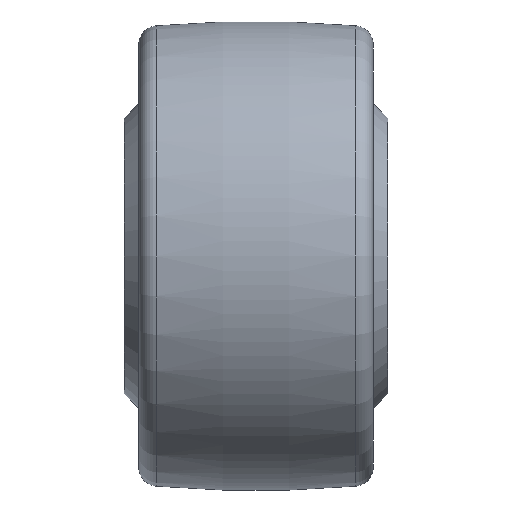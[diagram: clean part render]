
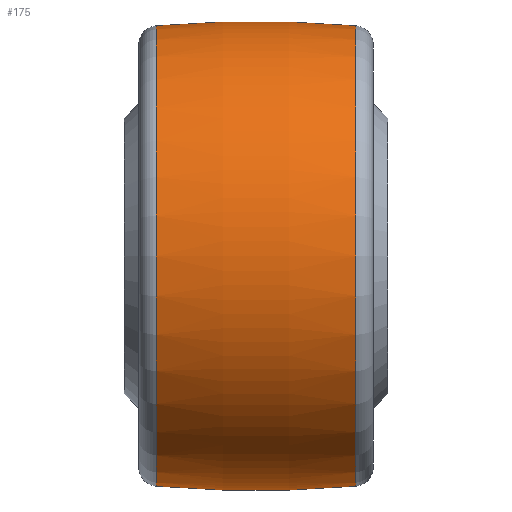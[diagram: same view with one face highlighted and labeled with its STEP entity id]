
A CAD part, front view. The second image highlights one B-rep face of the part: STEP entity #175.
In plain terms, the highlighted toroidal (fillet/blend) face has major radius 160 mm and minor radius 200 mm.
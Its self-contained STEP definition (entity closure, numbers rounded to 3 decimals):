
#22 = CARTESIAN_POINT ( 'NONE',  ( 17.027, 0., 39.274 ) ) ;
#36 = AXIS2_PLACEMENT_3D ( 'NONE', #82, #2488, #2486 ) ;
#79 = ORIENTED_EDGE ( 'NONE', *, *, #808, .F. ) ;
#82 = CARTESIAN_POINT ( 'NONE',  ( 0., 0., 0. ) ) ;
#92 = VERTEX_POINT ( 'NONE', #1022 ) ;
#154 = DIRECTION ( 'NONE',  ( 0., 0., 1. ) ) ;
#175 = ADVANCED_FACE ( 'NONE', ( #618 ), #729, .T. ) ;
#230 = CARTESIAN_POINT ( 'NONE',  ( -17.027, 0., 0. ) ) ;
#313 = VERTEX_POINT ( 'NONE', #2329 ) ;
#571 = EDGE_LOOP ( 'NONE', ( #79, #1553, #1268, #716 ) ) ;
#589 = CIRCLE ( 'NONE', #2143, 200. ) ;
#618 = FACE_OUTER_BOUND ( 'NONE', #571, .T. ) ;
#716 = ORIENTED_EDGE ( 'NONE', *, *, #1866, .T. ) ;
#729 = TOROIDAL_SURFACE ( 'NONE', #36, -160., 200. ) ;
#808 = EDGE_CURVE ( 'NONE', #92, #313, #1016, .T. ) ;
#920 = DIRECTION ( 'NONE',  ( 0., -1., 0. ) ) ;
#1016 = CIRCLE ( 'NONE', #1721, 200. ) ;
#1020 = AXIS2_PLACEMENT_3D ( 'NONE', #1999, #1203, #154 ) ;
#1022 = CARTESIAN_POINT ( 'NONE',  ( 17.027, 0., -39.274 ) ) ;
#1203 = DIRECTION ( 'NONE',  ( -1., 0., 0. ) ) ;
#1268 = ORIENTED_EDGE ( 'NONE', *, *, #1734, .T. ) ;
#1530 = VERTEX_POINT ( 'NONE', #22 ) ;
#1553 = ORIENTED_EDGE ( 'NONE', *, *, #2153, .T. ) ;
#1704 = CARTESIAN_POINT ( 'NONE',  ( 0., 0., -160. ) ) ;
#1714 = DIRECTION ( 'NONE',  ( 0., 0., 1. ) ) ;
#1721 = AXIS2_PLACEMENT_3D ( 'NONE', #1730, #1726, #1714 ) ;
#1726 = DIRECTION ( 'NONE',  ( 0., 1., 0. ) ) ;
#1730 = CARTESIAN_POINT ( 'NONE',  ( 0., 0., 160. ) ) ;
#1734 = EDGE_CURVE ( 'NONE', #1530, #2382, #589, .T. ) ;
#1866 = EDGE_CURVE ( 'NONE', #2382, #313, #1969, .T. ) ;
#1897 = DIRECTION ( 'NONE',  ( 0., 0., -1. ) ) ;
#1911 = AXIS2_PLACEMENT_3D ( 'NONE', #230, #2339, #2112 ) ;
#1963 = CARTESIAN_POINT ( 'NONE',  ( -17.027, 0., 39.274 ) ) ;
#1969 = CIRCLE ( 'NONE', #1911, 39.274 ) ;
#1999 = CARTESIAN_POINT ( 'NONE',  ( 17.027, 0., 0. ) ) ;
#2072 = CIRCLE ( 'NONE', #1020, 39.274 ) ;
#2112 = DIRECTION ( 'NONE',  ( 0., 0., -1. ) ) ;
#2143 = AXIS2_PLACEMENT_3D ( 'NONE', #1704, #920, #1897 ) ;
#2153 = EDGE_CURVE ( 'NONE', #92, #1530, #2072, .T. ) ;
#2329 = CARTESIAN_POINT ( 'NONE',  ( -17.027, 0., -39.274 ) ) ;
#2339 = DIRECTION ( 'NONE',  ( 1., 0., 0. ) ) ;
#2382 = VERTEX_POINT ( 'NONE', #1963 ) ;
#2486 = DIRECTION ( 'NONE',  ( 0., 0., 1. ) ) ;
#2488 = DIRECTION ( 'NONE',  ( -1., 0., 0. ) ) ;
